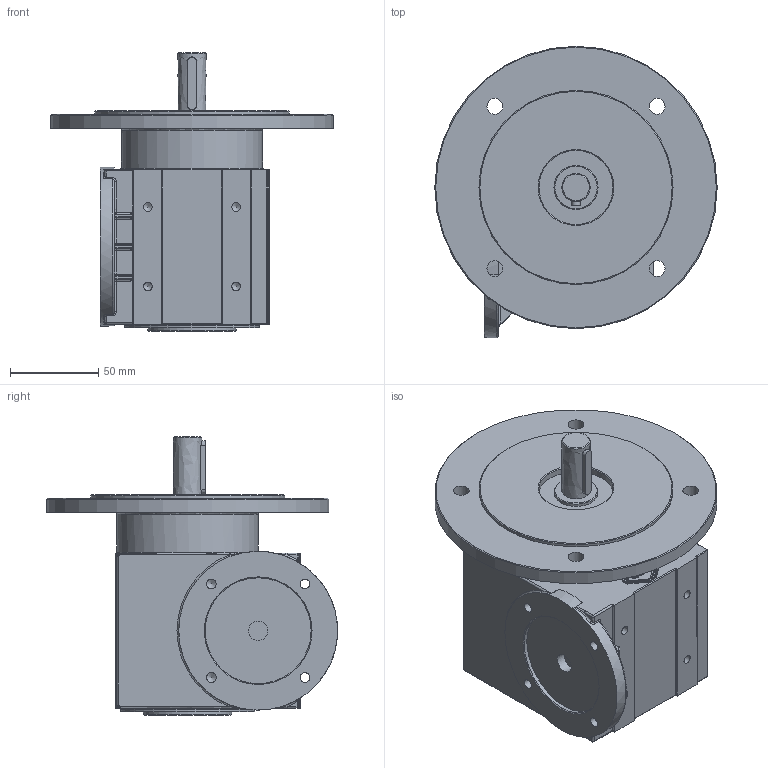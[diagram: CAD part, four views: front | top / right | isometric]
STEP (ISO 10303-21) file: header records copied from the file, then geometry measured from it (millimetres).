
FILE_DESCRIPTION((''),'2;1');
FILE_NAME('A40_B52F160_M6.ipt.stp','2010-03-02T10:11:24',('INDUR'),(''),'Autodesk Inventor 2010','Autodesk Inventor 2010','');
FILE_SCHEMA(('CONFIG_CONTROL_DESIGN'));
Length unit declared in the file: millimetre
Products named in the file (1): A40_B52F160_M6
Bounding box: 160 x 165 x 158 mm (x, y, z)
Volume: 1169368.6 mm3; surface area: 108053.9 mm2
Topology: 1 solids, 1 shells, 567 faces, 1489 edges, 941 vertices
Faces by surface type: bspline 310, plane 193, cylinder 52, cone 12
Full cylindrical faces by diameter (mm): 4.917 x8, 6.647 x4, 9 x4
Entity records: 23146 total; most frequent: CARTESIAN_POINT 10203, ORIENTED_EDGE 2780, DIRECTION 2086, EDGE_CURVE 1390, VERTEX_POINT 912, VECTOR 830, LINE 830, EDGE_LOOP 666
